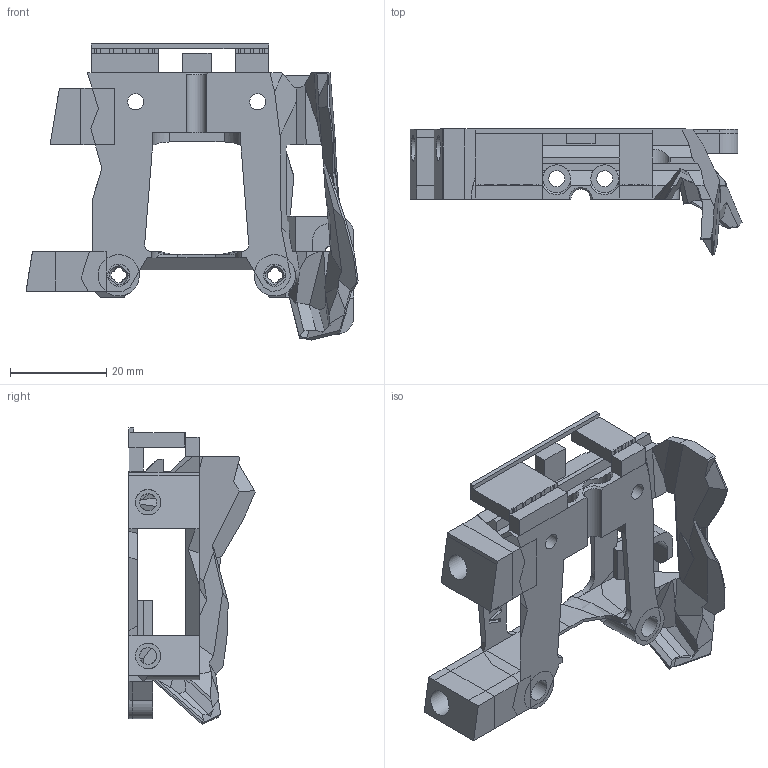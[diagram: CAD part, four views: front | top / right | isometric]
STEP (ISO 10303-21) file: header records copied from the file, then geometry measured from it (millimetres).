
FILE_DESCRIPTION(('FreeCAD Model'),'2;1');
FILE_NAME('Open CASCADE Shape Model','2024-01-29T23:20:33',(''),(''), 'Open CASCADE STEP processor 7.6','FreeCAD','Unknown');
FILE_SCHEMA(('AUTOMOTIVE_DESIGN { 1 0 10303 214 1 1 1 1 }'));
Length unit declared in the file: millimetre
Products named in the file (4): Rear_Mod_v0_5_5; Body; Supports1; Supports2
Assembly tree (3 placements, depth 2):
  Rear_Mod_v0_5_5
    Body
    Supports1
    Supports2
Bounding box: 69.13 x 26.26 x 61.7 mm (x, y, z)
Volume: 17009.5 mm3; surface area: 13392.1 mm2
Topology: 3 solids, 3 shells, 676 faces, 1948 edges, 1258 vertices
Faces by surface type: plane 545, cylinder 90, bspline 27, cone 14
Full cylindrical faces by diameter (mm): 3.305 x2, 3.4 x4, 3.5 x2, 4.6 x4, 5.3 x2, 5.8 x2, 6 x2
Entity records: 52857 total; most frequent: CARTESIAN_POINT 14502, DIRECTION 6887, LINE 4942, VECTOR 4942, ORIENTED_EDGE 3904, PCURVE 3904, DEFINITIONAL_REPRESENTATION 3904, EDGE_CURVE 1952
